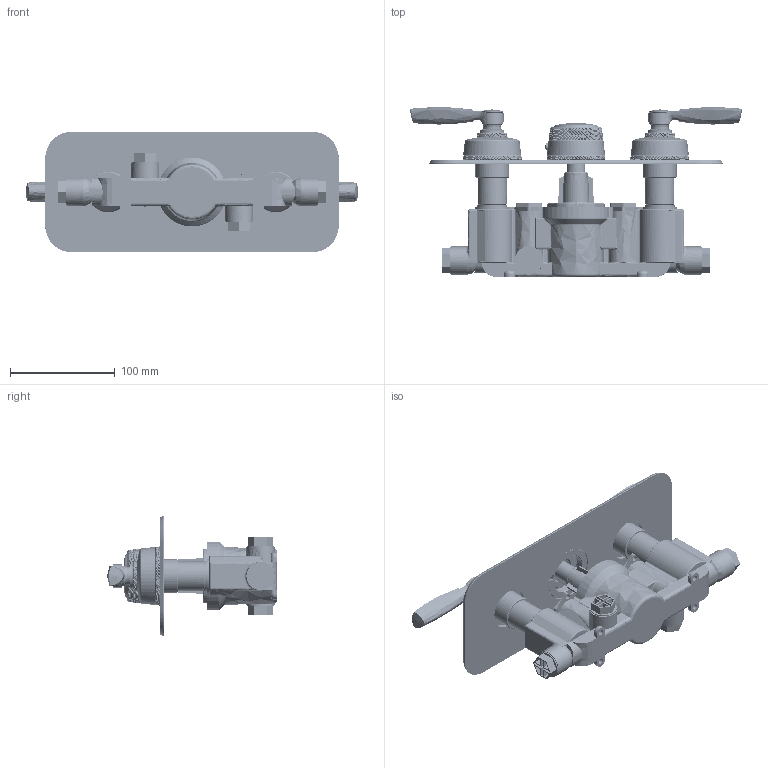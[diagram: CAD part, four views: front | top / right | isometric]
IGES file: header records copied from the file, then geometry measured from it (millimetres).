
Global section: file name: T1005-LB; native system: Autodesk Inventor 2020; preprocessor: unknown; author: rclarke; date: 20200203.120723; units: millimetre
Bounding box: 317 x 162.01 x 115 mm (x, y, z)
Volume: 681337.8 mm3; surface area: 391267.2 mm2
Topology: 92 solids, 97 shells, 27935 faces, 61545 edges, 34004 vertices
Faces by surface type: bspline 27935
